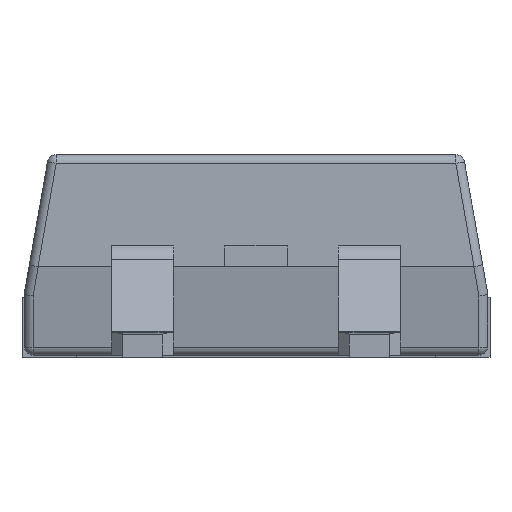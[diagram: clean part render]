
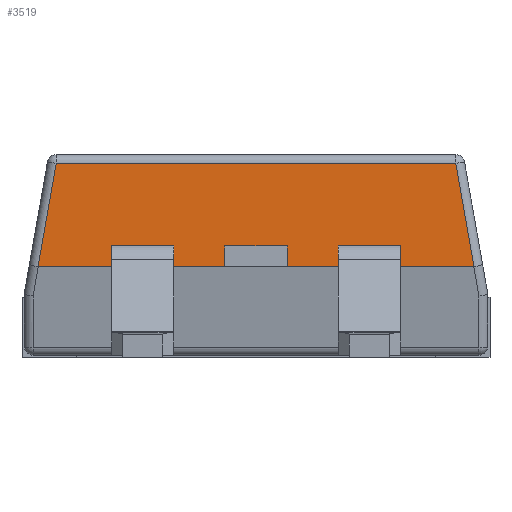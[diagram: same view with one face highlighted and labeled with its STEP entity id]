
A CAD part, front view. The second image highlights one B-rep face of the part: STEP entity #3519.
In plain terms, the highlighted planar face has unit normal (0, -1, 0).
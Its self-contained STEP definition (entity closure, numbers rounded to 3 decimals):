
#15=ELLIPSE('',#3697,1.169,0.2);
#25=ELLIPSE('',#3736,1.169,0.2);
#116=FACE_BOUND('',#444,.T.);
#117=FACE_BOUND('',#445,.T.);
#118=FACE_BOUND('',#446,.T.);
#247=FACE_OUTER_BOUND('',#443,.T.);
#443=EDGE_LOOP('',(#2795,#2796,#2797,#2798,#2799,#2800));
#444=EDGE_LOOP('',(#2801,#2802,#2803,#2804));
#445=EDGE_LOOP('',(#2805,#2806,#2807,#2808));
#446=EDGE_LOOP('',(#2809,#2810,#2811,#2812));
#799=LINE('',#5379,#1222);
#802=LINE('',#5400,#1225);
#810=LINE('',#5427,#1233);
#820=LINE('',#5454,#1243);
#821=LINE('',#5457,#1244);
#822=LINE('',#5459,#1245);
#823=LINE('',#5461,#1246);
#824=LINE('',#5462,#1247);
#825=LINE('',#5465,#1248);
#826=LINE('',#5467,#1249);
#827=LINE('',#5469,#1250);
#828=LINE('',#5470,#1251);
#829=LINE('',#5473,#1252);
#830=LINE('',#5475,#1253);
#831=LINE('',#5477,#1254);
#832=LINE('',#5478,#1255);
#1222=VECTOR('',#4384,2.35);
#1225=VECTOR('',#4407,8.964);
#1233=VECTOR('',#4443,2.35);
#1243=VECTOR('',#4473,9.769);
#1244=VECTOR('',#4474,1.4);
#1245=VECTOR('',#4475,0.46);
#1246=VECTOR('',#4476,1.4);
#1247=VECTOR('',#4477,0.46);
#1248=VECTOR('',#4478,0.46);
#1249=VECTOR('',#4479,1.4);
#1250=VECTOR('',#4480,0.46);
#1251=VECTOR('',#4481,1.4);
#1252=VECTOR('',#4482,0.46);
#1253=VECTOR('',#4483,1.4);
#1254=VECTOR('',#4484,0.46);
#1255=VECTOR('',#4485,1.4);
#1556=VERTEX_POINT('',#5349);
#1557=VERTEX_POINT('',#5351);
#1566=VERTEX_POINT('',#5372);
#1574=VERTEX_POINT('',#5394);
#1580=VERTEX_POINT('',#5426);
#1583=VERTEX_POINT('',#5433);
#1588=VERTEX_POINT('',#5455);
#1589=VERTEX_POINT('',#5456);
#1590=VERTEX_POINT('',#5458);
#1591=VERTEX_POINT('',#5460);
#1592=VERTEX_POINT('',#5463);
#1593=VERTEX_POINT('',#5464);
#1594=VERTEX_POINT('',#5466);
#1595=VERTEX_POINT('',#5468);
#1596=VERTEX_POINT('',#5471);
#1597=VERTEX_POINT('',#5472);
#1598=VERTEX_POINT('',#5474);
#1599=VERTEX_POINT('',#5476);
#1965=EDGE_CURVE('',#1556,#1557,#15,.T.);
#1979=EDGE_CURVE('',#1566,#1556,#799,.T.);
#1989=EDGE_CURVE('',#1574,#1566,#802,.T.);
#2003=EDGE_CURVE('',#1580,#1574,#810,.T.);
#2007=EDGE_CURVE('',#1583,#1580,#25,.T.);
#2018=EDGE_CURVE('',#1557,#1583,#820,.T.);
#2019=EDGE_CURVE('',#1588,#1589,#821,.T.);
#2020=EDGE_CURVE('',#1590,#1588,#822,.T.);
#2021=EDGE_CURVE('',#1591,#1590,#823,.T.);
#2022=EDGE_CURVE('',#1589,#1591,#824,.T.);
#2023=EDGE_CURVE('',#1592,#1593,#825,.T.);
#2024=EDGE_CURVE('',#1594,#1592,#826,.T.);
#2025=EDGE_CURVE('',#1595,#1594,#827,.T.);
#2026=EDGE_CURVE('',#1593,#1595,#828,.T.);
#2027=EDGE_CURVE('',#1596,#1597,#829,.T.);
#2028=EDGE_CURVE('',#1598,#1596,#830,.T.);
#2029=EDGE_CURVE('',#1599,#1598,#831,.T.);
#2030=EDGE_CURVE('',#1597,#1599,#832,.T.);
#2795=ORIENTED_EDGE('',*,*,#1965,.F.);
#2796=ORIENTED_EDGE('',*,*,#1979,.F.);
#2797=ORIENTED_EDGE('',*,*,#1989,.F.);
#2798=ORIENTED_EDGE('',*,*,#2003,.F.);
#2799=ORIENTED_EDGE('',*,*,#2007,.F.);
#2800=ORIENTED_EDGE('',*,*,#2018,.F.);
#2801=ORIENTED_EDGE('',*,*,#2019,.F.);
#2802=ORIENTED_EDGE('',*,*,#2020,.F.);
#2803=ORIENTED_EDGE('',*,*,#2021,.F.);
#2804=ORIENTED_EDGE('',*,*,#2022,.F.);
#2805=ORIENTED_EDGE('',*,*,#2023,.F.);
#2806=ORIENTED_EDGE('',*,*,#2024,.F.);
#2807=ORIENTED_EDGE('',*,*,#2025,.F.);
#2808=ORIENTED_EDGE('',*,*,#2026,.F.);
#2809=ORIENTED_EDGE('',*,*,#2027,.F.);
#2810=ORIENTED_EDGE('',*,*,#2028,.F.);
#2811=ORIENTED_EDGE('',*,*,#2029,.F.);
#2812=ORIENTED_EDGE('',*,*,#2030,.F.);
#3209=PLANE('',#3743);
#3519=ADVANCED_FACE('',(#247,#116,#117,#118),#3209,.T.);
#3697=AXIS2_PLACEMENT_3D('',#5352,#4354,#4355);
#3736=AXIS2_PLACEMENT_3D('',#5435,#4450,#4451);
#3743=AXIS2_PLACEMENT_3D('',#5453,#4471,#4472);
#4354=DIRECTION('center_axis',(0.,1.,0.));
#4355=DIRECTION('ref_axis',(0.174,0.,-0.985));
#4384=DIRECTION('',(0.174,0.,-0.985));
#4407=DIRECTION('',(1.,0.,0.));
#4443=DIRECTION('',(0.174,0.,0.985));
#4450=DIRECTION('center_axis',(0.,1.,0.));
#4451=DIRECTION('ref_axis',(-0.174,0.,-0.985));
#4471=DIRECTION('center_axis',(0.,-1.,0.));
#4472=DIRECTION('ref_axis',(1.,0.,0.));
#4473=DIRECTION('',(-1.,0.,0.));
#4474=DIRECTION('',(1.,0.,0.));
#4475=DIRECTION('',(0.,0.,-1.));
#4476=DIRECTION('',(-1.,0.,0.));
#4477=DIRECTION('',(0.,0.,1.));
#4478=DIRECTION('',(0.,0.,1.));
#4479=DIRECTION('',(1.,0.,0.));
#4480=DIRECTION('',(0.,0.,-1.));
#4481=DIRECTION('',(-1.,0.,0.));
#4482=DIRECTION('',(0.,0.,-1.));
#4483=DIRECTION('',(-1.,0.,0.));
#4484=DIRECTION('',(0.,0.,1.));
#4485=DIRECTION('',(1.,0.,0.));
#5349=CARTESIAN_POINT('',(4.89,-2.875,2.035));
#5351=CARTESIAN_POINT('',(4.884,-2.875,2.035));
#5352=CARTESIAN_POINT('Origin',(4.687,-2.875,3.187));
#5372=CARTESIAN_POINT('',(4.482,-2.875,4.35));
#5379=CARTESIAN_POINT('',(4.827,-2.875,2.396));
#5394=CARTESIAN_POINT('',(-4.482,-2.875,4.35));
#5400=CARTESIAN_POINT('',(-2.6,-2.875,4.35));
#5426=CARTESIAN_POINT('',(-4.89,-2.875,2.035));
#5427=CARTESIAN_POINT('',(-4.984,-2.875,1.506));
#5433=CARTESIAN_POINT('',(-4.884,-2.875,2.035));
#5435=CARTESIAN_POINT('Origin',(-4.687,-2.875,3.187));
#5453=CARTESIAN_POINT('Origin',(-5.2,-2.875,0.05));
#5454=CARTESIAN_POINT('',(-2.6,-2.875,2.035));
#5455=CARTESIAN_POINT('',(1.84,-2.875,2.04));
#5456=CARTESIAN_POINT('',(3.24,-2.875,2.04));
#5457=CARTESIAN_POINT('',(-2.6,-2.875,2.04));
#5458=CARTESIAN_POINT('',(1.84,-2.875,2.5));
#5459=CARTESIAN_POINT('',(1.84,-2.875,0.025));
#5460=CARTESIAN_POINT('',(3.24,-2.875,2.5));
#5461=CARTESIAN_POINT('',(-1.33,-2.875,2.5));
#5462=CARTESIAN_POINT('',(3.24,-2.875,0.025));
#5463=CARTESIAN_POINT('',(0.7,-2.875,2.04));
#5464=CARTESIAN_POINT('',(0.7,-2.875,2.5));
#5465=CARTESIAN_POINT('',(0.7,-2.875,0.025));
#5466=CARTESIAN_POINT('',(-0.7,-2.875,2.04));
#5467=CARTESIAN_POINT('',(-2.6,-2.875,2.04));
#5468=CARTESIAN_POINT('',(-0.7,-2.875,2.5));
#5469=CARTESIAN_POINT('',(-0.7,-2.875,0.025));
#5470=CARTESIAN_POINT('',(-2.6,-2.875,2.5));
#5471=CARTESIAN_POINT('',(-3.24,-2.875,2.5));
#5472=CARTESIAN_POINT('',(-3.24,-2.875,2.04));
#5473=CARTESIAN_POINT('',(-3.24,-2.875,0.025));
#5474=CARTESIAN_POINT('',(-1.84,-2.875,2.5));
#5475=CARTESIAN_POINT('',(-3.87,-2.875,2.5));
#5476=CARTESIAN_POINT('',(-1.84,-2.875,2.04));
#5477=CARTESIAN_POINT('',(-1.84,-2.875,0.025));
#5478=CARTESIAN_POINT('',(-2.6,-2.875,2.04));
